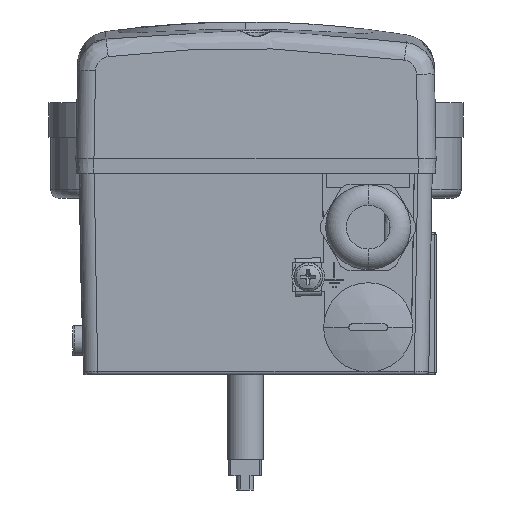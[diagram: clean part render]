
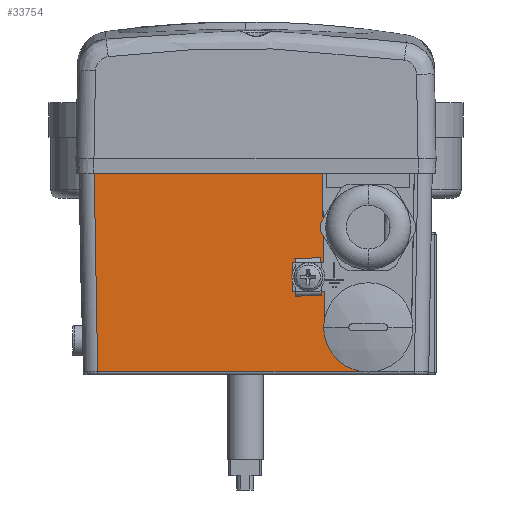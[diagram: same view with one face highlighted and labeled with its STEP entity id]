
A CAD part, left-side view. The second image highlights one B-rep face of the part: STEP entity #33754.
In plain terms, the highlighted planar face has unit normal (-1, 0, -0.018).
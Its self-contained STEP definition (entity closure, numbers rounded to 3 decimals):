
#2525 = CARTESIAN_POINT ( 'NONE',  ( -89.054, -21.529, -24.216 ) ) ;
#2779 = CARTESIAN_POINT ( 'NONE',  ( -89., -24.796, -27.325 ) ) ;
#6006 = DIRECTION ( 'NONE',  ( 0., 1., 0. ) ) ;
#6297 = VERTEX_POINT ( 'NONE', #70195 ) ;
#7332 = EDGE_CURVE ( 'NONE', #6297, #19351, #54790, .T. ) ;
#8505 = CARTESIAN_POINT ( 'NONE',  ( -89.044, -21.986, -24.786 ) ) ;
#8535 = DIRECTION ( 'NONE',  ( 0., -1., 0. ) ) ;
#8704 = VERTEX_POINT ( 'NONE', #45302 ) ;
#8760 = CARTESIAN_POINT ( 'NONE',  ( -88.972, -28.923, -28.917 ) ) ;
#9440 = CARTESIAN_POINT ( 'NONE',  ( -89.93, 49., 26. ) ) ;
#9975 = CARTESIAN_POINT ( 'NONE',  ( -89.93, 44.931, 26. ) ) ;
#10904 = AXIS2_PLACEMENT_3D ( 'NONE', #41440, #11661, #53488 ) ;
#11661 = DIRECTION ( 'NONE',  ( -1., 0., -0.017 ) ) ;
#12911 = CARTESIAN_POINT ( 'NONE',  ( -89.356, -10.144, -6.875 ) ) ;
#13535 = VECTOR ( 'NONE', #66450, 1000. ) ;
#14500 = CARTESIAN_POINT ( 'NONE',  ( -89.039, -22.213, -25.045 ) ) ;
#16539 = VERTEX_POINT ( 'NONE', #12911 ) ;
#17581 = VECTOR ( 'NONE', #8535, 1000. ) ;
#19309 = VECTOR ( 'NONE', #76688, 1000. ) ;
#19351 = VERTEX_POINT ( 'NONE', #49571 ) ;
#20267 = CARTESIAN_POINT ( 'NONE',  ( -89.159, -19.156, -18.185 ) ) ;
#20519 = CARTESIAN_POINT ( 'NONE',  ( -89.036, -22.358, -25.204 ) ) ;
#20827 = EDGE_LOOP ( 'NONE', ( #72422, #25545, #49654, #49903, #35533, #29218, #72407, #25133, #32318 ) ) ;
#23701 = EDGE_CURVE ( 'NONE', #19351, #63431, #33990, .T. ) ;
#23725 = VECTOR ( 'NONE', #40002, 1000. ) ;
#25133 = ORIENTED_EDGE ( 'NONE', *, *, #69465, .F. ) ;
#25545 = ORIENTED_EDGE ( 'NONE', *, *, #23701, .T. ) ;
#25915 = VERTEX_POINT ( 'NONE', #35509 ) ;
#26219 = CARTESIAN_POINT ( 'NONE',  ( -89.143, -19.289, -19.095 ) ) ;
#26476 = CARTESIAN_POINT ( 'NONE',  ( -89.035, -22.417, -25.267 ) ) ;
#28867 = B_SPLINE_CURVE_WITH_KNOTS ( 'NONE', 3,
 ( #44046, #20267, #26219, #68109, #32262, #74125, #38255, #2525, #44299, #8505, #50355, #14500, #56336, #20519, #62361, #26476, #68359, #32520, #74387, #38513, #2779, #44573, #8760, #50608 ),
 .UNSPECIFIED., .F., .F.,
 ( 4, 2, 2, 2, 2, 2, 1, 1, 1, 1, 2, 2, 2, 4 ),
 ( 0., 0.125, 0.25, 0.375, 0.438, 0.469, 0.484, 0.492, 0.496, 0.498, 0.499, 0.5, 0.75, 1. ),
 .UNSPECIFIED. ) ;
#29058 = EDGE_CURVE ( 'NONE', #63431, #25915, #47511, .T. ) ;
#29218 = ORIENTED_EDGE ( 'NONE', *, *, #44027, .F. ) ;
#29397 = PLANE ( 'NONE',  #10904 ) ;
#32032 = CARTESIAN_POINT ( 'NONE',  ( -88.97, 49., -29.017 ) ) ;
#32118 = CARTESIAN_POINT ( 'NONE',  ( -89.497, -10.146, 1.198 ) ) ;
#32262 = CARTESIAN_POINT ( 'NONE',  ( -89.102, -19.987, -21.511 ) ) ;
#32318 = ORIENTED_EDGE ( 'NONE', *, *, #35790, .F. ) ;
#32520 = CARTESIAN_POINT ( 'NONE',  ( -89.035, -22.431, -25.281 ) ) ;
#33503 = DIRECTION ( 'NONE',  ( 0.017, 0., -1. ) ) ;
#33754 = ADVANCED_FACE ( 'NONE', ( #54560 ), #29397, .T. ) ;
#33990 = LINE ( 'NONE', #9975, #23725 ) ;
#34266 = EDGE_CURVE ( 'NONE', #76454, #45983, #35176, .T. ) ;
#34787 = CARTESIAN_POINT ( 'NONE',  ( -89.356, -18.962, -6.875 ) ) ;
#35125 = CARTESIAN_POINT ( 'NONE',  ( -88.97, 43.97, -29.017 ) ) ;
#35176 = LINE ( 'NONE', #34787, #19309 ) ;
#35340 = VERTEX_POINT ( 'NONE', #32118 ) ;
#35509 = CARTESIAN_POINT ( 'NONE',  ( -88.97, -30.318, -29.017 ) ) ;
#35533 = ORIENTED_EDGE ( 'NONE', *, *, #34266, .F. ) ;
#35790 = EDGE_CURVE ( 'NONE', #6297, #8704, #58394, .T. ) ;
#38255 = CARTESIAN_POINT ( 'NONE',  ( -89.068, -20.983, -23.444 ) ) ;
#38513 = CARTESIAN_POINT ( 'NONE',  ( -89.015, -23.519, -26.431 ) ) ;
#38820 = VECTOR ( 'NONE', #51284, 1000. ) ;
#40002 = DIRECTION ( 'NONE',  ( 0.017, -0.017, -1. ) ) ;
#40730 = LINE ( 'NONE', #69118, #56634 ) ;
#41440 = CARTESIAN_POINT ( 'NONE',  ( -90., 49., 30. ) ) ;
#43474 = LINE ( 'NONE', #72207, #13535 ) ;
#44027 = EDGE_CURVE ( 'NONE', #16539, #76454, #43474, .T. ) ;
#44046 = CARTESIAN_POINT ( 'NONE',  ( -89.176, -19.14, -17.214 ) ) ;
#44299 = CARTESIAN_POINT ( 'NONE',  ( -89.05, -21.712, -24.454 ) ) ;
#44330 = VECTOR ( 'NONE', #54334, 1000. ) ;
#44573 = CARTESIAN_POINT ( 'NONE',  ( -88.978, -27.498, -28.568 ) ) ;
#44829 = LINE ( 'NONE', #47829, #71047 ) ;
#45302 = CARTESIAN_POINT ( 'NONE',  ( -89.497, -18.824, 1.198 ) ) ;
#45983 = VERTEX_POINT ( 'NONE', #53737 ) ;
#47511 = LINE ( 'NONE', #32032, #17581 ) ;
#47829 = CARTESIAN_POINT ( 'NONE',  ( -89.497, -20.181, 1.198 ) ) ;
#49571 = CARTESIAN_POINT ( 'NONE',  ( -89.93, 44.931, 26. ) ) ;
#49654 = ORIENTED_EDGE ( 'NONE', *, *, #29058, .T. ) ;
#49903 = ORIENTED_EDGE ( 'NONE', *, *, #72877, .F. ) ;
#50355 = CARTESIAN_POINT ( 'NONE',  ( -89.042, -22.077, -24.892 ) ) ;
#50608 = CARTESIAN_POINT ( 'NONE',  ( -88.97, -30.318, -29.017 ) ) ;
#51284 = DIRECTION ( 'NONE',  ( 0., 1., 0. ) ) ;
#52776 = EDGE_CURVE ( 'NONE', #35340, #16539, #40730, .T. ) ;
#53488 = DIRECTION ( 'NONE',  ( -0.017, 0., 1. ) ) ;
#53737 = CARTESIAN_POINT ( 'NONE',  ( -89.176, -19.14, -17.214 ) ) ;
#54093 = CARTESIAN_POINT ( 'NONE',  ( -89.93, -18.399, 26. ) ) ;
#54334 = DIRECTION ( 'NONE',  ( 0.017, -0.017, -1. ) ) ;
#54560 = FACE_OUTER_BOUND ( 'NONE', #20827, .T. ) ;
#54790 = LINE ( 'NONE', #9440, #38820 ) ;
#56336 = CARTESIAN_POINT ( 'NONE',  ( -89.038, -22.28, -25.12 ) ) ;
#56634 = VECTOR ( 'NONE', #33503, 1000. ) ;
#58394 = LINE ( 'NONE', #54093, #44330 ) ;
#62361 = CARTESIAN_POINT ( 'NONE',  ( -89.036, -22.397, -25.246 ) ) ;
#63431 = VERTEX_POINT ( 'NONE', #35125 ) ;
#66026 = CARTESIAN_POINT ( 'NONE',  ( -89.356, -18.962, -6.875 ) ) ;
#66450 = DIRECTION ( 'NONE',  ( 0., -1., 0. ) ) ;
#68109 = CARTESIAN_POINT ( 'NONE',  ( -89.115, -19.705, -20.758 ) ) ;
#68359 = CARTESIAN_POINT ( 'NONE',  ( -89.035, -22.425, -25.275 ) ) ;
#69118 = CARTESIAN_POINT ( 'NONE',  ( -89.497, -10.146, 1.198 ) ) ;
#69465 = EDGE_CURVE ( 'NONE', #8704, #35340, #44829, .T. ) ;
#70195 = CARTESIAN_POINT ( 'NONE',  ( -89.93, -18.399, 26. ) ) ;
#71047 = VECTOR ( 'NONE', #6006, 1000. ) ;
#72207 = CARTESIAN_POINT ( 'NONE',  ( -89.356, -10.181, -6.875 ) ) ;
#72407 = ORIENTED_EDGE ( 'NONE', *, *, #52776, .F. ) ;
#72422 = ORIENTED_EDGE ( 'NONE', *, *, #7332, .T. ) ;
#72877 = EDGE_CURVE ( 'NONE', #45983, #25915, #28867, .T. ) ;
#74125 = CARTESIAN_POINT ( 'NONE',  ( -89.078, -20.626, -22.854 ) ) ;
#74387 = CARTESIAN_POINT ( 'NONE',  ( -89.035, -22.432, -25.283 ) ) ;
#76454 = VERTEX_POINT ( 'NONE', #66026 ) ;
#76688 = DIRECTION ( 'NONE',  ( 0.017, -0.017, -1. ) ) ;
